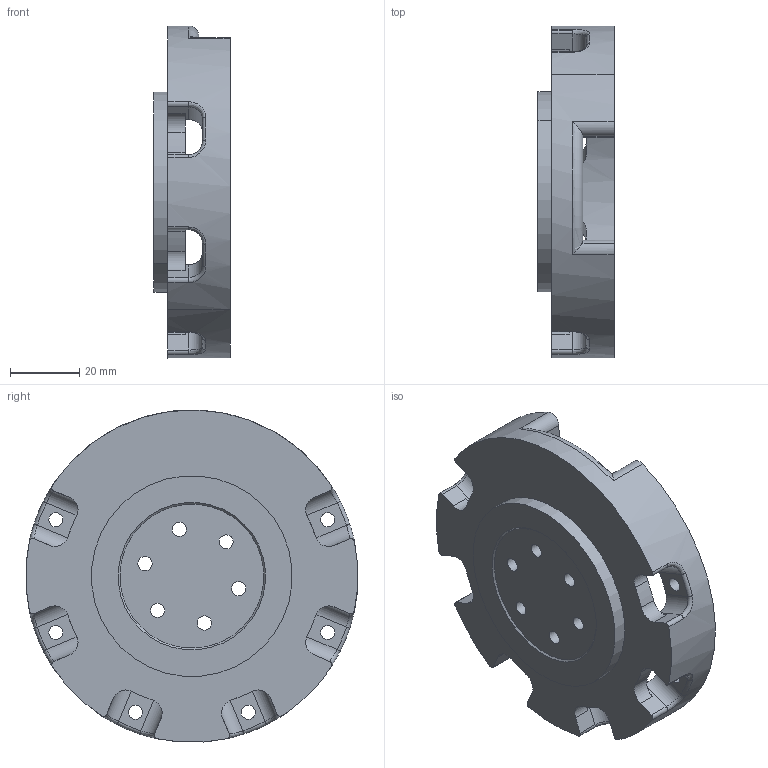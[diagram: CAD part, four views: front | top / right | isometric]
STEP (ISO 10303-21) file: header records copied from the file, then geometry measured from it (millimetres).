
FILE_DESCRIPTION (( 'STEP AP214' ), '1' );
FILE_NAME ('hip motor plate.STEP', '2021-05-12T19:07:40', ( '' ), ( '' ), 'SwSTEP 2.0', 'SolidWorks 2020', '' );
FILE_SCHEMA (( 'AUTOMOTIVE_DESIGN' ));
Length unit declared in the file: millimetre
Products named in the file (1): hip motor plate
Bounding box: 22 x 95.85 x 95.87 mm (x, y, z)
Volume: 69493.9 mm3; surface area: 24295.7 mm2
Topology: 1 solids, 1 shells, 138 faces, 402 edges, 256 vertices
Faces by surface type: cylinder 79, plane 26, cone 14, bspline 12, torus 7
Entity records: 6059 total; most frequent: CARTESIAN_POINT 2262, DIRECTION 813, ORIENTED_EDGE 804, EDGE_CURVE 402, AXIS2_PLACEMENT_3D 323, VERTEX_POINT 256, CIRCLE 196, LINE 167
